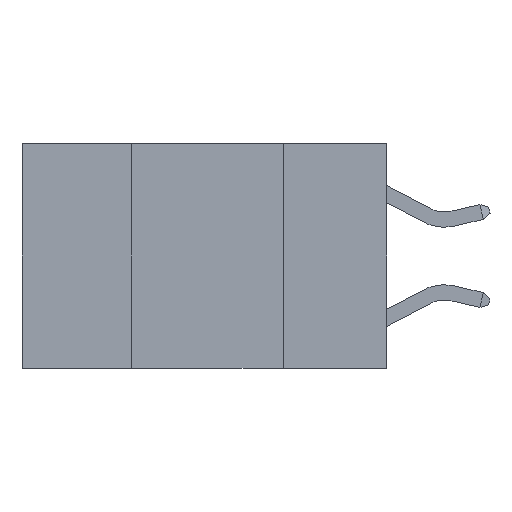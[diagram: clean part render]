
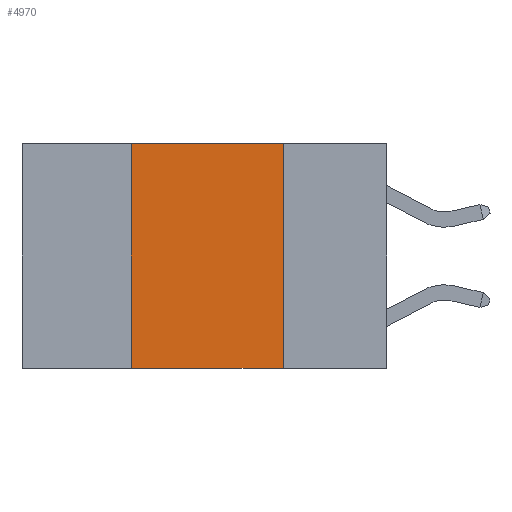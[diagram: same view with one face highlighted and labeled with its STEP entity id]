
A CAD part, left-side view. The second image highlights one B-rep face of the part: STEP entity #4970.
In plain terms, the highlighted planar face has unit normal (-1, 0, 0).
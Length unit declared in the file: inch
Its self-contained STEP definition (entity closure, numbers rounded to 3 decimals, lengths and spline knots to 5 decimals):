
#1061 = AXIS2_PLACEMENT_3D ( 'NONE', #29782, #3413, #27431 ) ;
#1143 = CARTESIAN_POINT ( 'NONE',  ( 0., 0.6, 0. ) ) ;
#1513 = ORIENTED_EDGE ( 'NONE', *, *, #8886, .F. ) ;
#3413 = DIRECTION ( 'NONE',  ( 1., 0., 0. ) ) ;
#3830 = VERTEX_POINT ( 'NONE', #26770 ) ;
#4208 = EDGE_LOOP ( 'NONE', ( #15201, #1513, #16297, #11224 ) ) ;
#4636 = VERTEX_POINT ( 'NONE', #20178 ) ;
#4970 = ADVANCED_FACE ( 'NONE', ( #14802 ), #24328, .F. ) ;
#5052 = VECTOR ( 'NONE', #22248, 39.37008 ) ;
#8886 = EDGE_CURVE ( 'NONE', #27289, #9665, #10356, .T. ) ;
#9665 = VERTEX_POINT ( 'NONE', #14602 ) ;
#10356 = LINE ( 'NONE', #1143, #11355 ) ;
#11224 = ORIENTED_EDGE ( 'NONE', *, *, #20530, .T. ) ;
#11355 = VECTOR ( 'NONE', #27045, 39.37008 ) ;
#11714 = EDGE_CURVE ( 'NONE', #4636, #27289, #12607, .T. ) ;
#12314 = CARTESIAN_POINT ( 'NONE',  ( 0., 0.17, 0. ) ) ;
#12607 = LINE ( 'NONE', #22122, #28613 ) ;
#12884 = LINE ( 'NONE', #12314, #5052 ) ;
#14602 = CARTESIAN_POINT ( 'NONE',  ( 0., 0.17, 0. ) ) ;
#14802 = FACE_OUTER_BOUND ( 'NONE', #4208, .T. ) ;
#14921 = LINE ( 'NONE', #24596, #28372 ) ;
#15201 = ORIENTED_EDGE ( 'NONE', *, *, #24528, .F. ) ;
#16297 = ORIENTED_EDGE ( 'NONE', *, *, #11714, .F. ) ;
#20178 = CARTESIAN_POINT ( 'NONE',  ( 0., 0.42, -0.37 ) ) ;
#20220 = DIRECTION ( 'NONE',  ( 0., -1., 0. ) ) ;
#20530 = EDGE_CURVE ( 'NONE', #4636, #3830, #14921, .T. ) ;
#22122 = CARTESIAN_POINT ( 'NONE',  ( 0., 0.42, 0. ) ) ;
#22248 = DIRECTION ( 'NONE',  ( 0., 0., -1. ) ) ;
#24328 = PLANE ( 'NONE',  #1061 ) ;
#24528 = EDGE_CURVE ( 'NONE', #9665, #3830, #12884, .T. ) ;
#24596 = CARTESIAN_POINT ( 'NONE',  ( 0., 0.6, -0.37 ) ) ;
#26770 = CARTESIAN_POINT ( 'NONE',  ( 0., 0.17, -0.37 ) ) ;
#27045 = DIRECTION ( 'NONE',  ( 0., -1., 0. ) ) ;
#27289 = VERTEX_POINT ( 'NONE', #30565 ) ;
#27431 = DIRECTION ( 'NONE',  ( 0., 0., -1. ) ) ;
#28372 = VECTOR ( 'NONE', #20220, 39.37008 ) ;
#28613 = VECTOR ( 'NONE', #29299, 39.37008 ) ;
#29299 = DIRECTION ( 'NONE',  ( 0., 0., 1. ) ) ;
#29782 = CARTESIAN_POINT ( 'NONE',  ( 0., 0.6, 0. ) ) ;
#30565 = CARTESIAN_POINT ( 'NONE',  ( 0., 0.42, 0. ) ) ;
